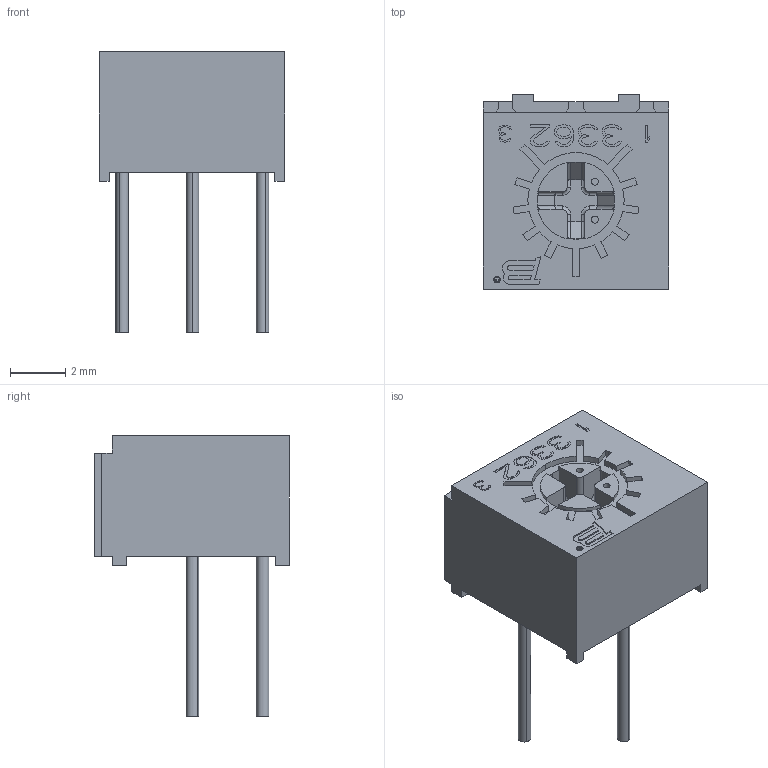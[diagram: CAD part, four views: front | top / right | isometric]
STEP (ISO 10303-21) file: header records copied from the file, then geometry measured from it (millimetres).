
FILE_DESCRIPTION(('STEP AP214'),'1');
FILE_NAME('3362p-1-102lf.stp','2015-11-04T19:15:51',('TraceParts'),('TraceParts S.A.'),'Spatial InterOp 3D',' ',' ');
FILE_SCHEMA(('automotive_design'));
Length unit declared in the file: millimetre
Products named in the file (5): 3362P001_ASM|Next assembly relationship#MSBR-5;MSBR-5; 3362P001_ASM|Next assembly relationship#MSBR-4;MSBR-4; 3362P001_ASM|Next assembly relationship#MSBR-3;MSBR-3; 3362P001_ASM|Next assembly relationship#MSBR-2;MSBR-2; 3362P001_ASM|Next assembly relationship#MSBR-1;MSBR-1
Bounding box: 6.71 x 7.04 x 10.16 mm (x, y, z)
Volume: 191.3 mm3; surface area: 313.4 mm2
Topology: 5 solids, 7 shells, 598 faces, 1661 edges, 1092 vertices
Faces by surface type: plane 461, cylinder 103, torus 30, cone 4
Entity records: 19303 total; most frequent: CARTESIAN_POINT 3783, ORIENTED_EDGE 3322, DIRECTION 3050, EDGE_CURVE 1661, LINE 1384, VECTOR 1384, VERTEX_POINT 1092, AXIS2_PLACEMENT_3D 833
